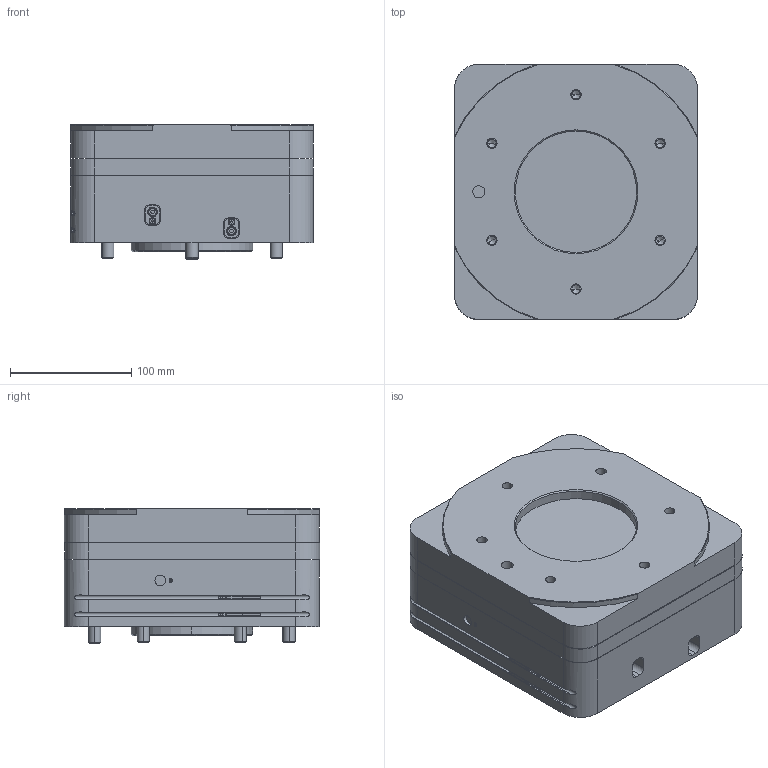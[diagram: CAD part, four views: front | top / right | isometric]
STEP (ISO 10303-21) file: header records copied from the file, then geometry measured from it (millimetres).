
FILE_DESCRIPTION (( 'STEP AP203' ), '1' );
FILE_NAME ('F20-160-XY.STEP', '2026-04-13T01:58:01', ( 'USER-' ), ( 'Microsoft' ), 'SwSTEP 2.0', 'SolidWorks 2018', '' );
FILE_SCHEMA (( 'CONFIG_CONTROL_DESIGN' ));
Length unit declared in the file: millimetre
Products named in the file (12): hexagon socket head cap screws gb(GB_FASTENER_SCREWS_HSHCS M3X8-N); F20-160-01 翋釱极; F14-125-15 棠羲薊え; socket head thin cap screw_din(DIN 7984 - M10 x 50 --- 26N); F20-160-10 菁猾裔; F20-160-02 笢痄雄啣; M8x1-48棠俶換覜ん; F20-160-XY; 32x12-R6（红）; 棠羲換覜ん; F20-160-03 奻脯輸; socket head thin cap screw_din(DIN 7984 - M4 x 10 --- 7.9N)
Assembly tree (29 placements, depth 2):
  F20-160-XY
    F20-160-01 翋釱极
    F20-160-02 笢痄雄啣
    F20-160-03 奻脯輸
    F20-160-10 菁猾裔
    hexagon socket head cap screws gb(GB_FASTENER_SCREWS_HSHCS M3X8-N)  x2
    M8x1-48棠俶換覜ん  x2
    F14-125-15 棠羲薊え  x4
    socket head thin cap screw_din(DIN 7984 - M10 x 50 --- 26N)  x6
    socket head thin cap screw_din(DIN 7984 - M4 x 10 --- 7.9N)  x8
    32x12-R6（红）
    棠羲換覜ん  x2
Bounding box: 200 x 210.25 x 110.7 mm (x, y, z)
Volume: 3902490.6 mm3; surface area: 397979.1 mm2
Topology: 29 solids, 29 shells, 1339 faces, 3357 edges, 2133 vertices
Faces by surface type: plane 672, cylinder 325, bspline 170, cone 112, torus 60
Entity records: 36397 total; most frequent: CARTESIAN_POINT 12608, ORIENTED_EDGE 4804, DIRECTION 4139, EDGE_CURVE 2402, VERTEX_POINT 1578, VECTOR 1457, LINE 1457, AXIS2_PLACEMENT_3D 1341
